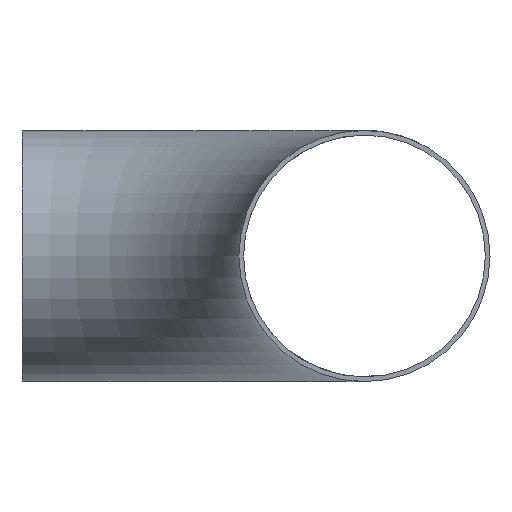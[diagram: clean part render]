
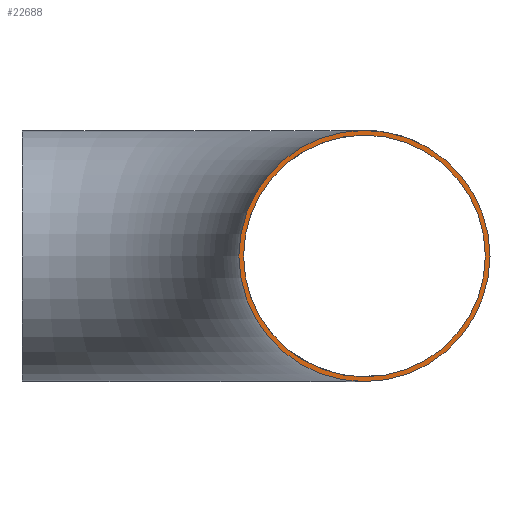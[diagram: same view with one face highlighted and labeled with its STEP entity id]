
A CAD part, left-side view. The second image highlights one B-rep face of the part: STEP entity #22688.
In plain terms, the highlighted planar face has unit normal (-1, 0, 0).
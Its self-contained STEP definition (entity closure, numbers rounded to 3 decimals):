
#366 = DIRECTION ( 'NONE',  ( 0., 0., -1. ) ) ;
#2047 = DIRECTION ( 'NONE',  ( 1., 0., 0. ) ) ;
#2082 = CARTESIAN_POINT ( 'NONE',  ( 0., 0., 0. ) ) ;
#2455 = CIRCLE ( 'NONE', #17396, 69.85 ) ;
#4070 = CARTESIAN_POINT ( 'NONE',  ( 0., 0., 0. ) ) ;
#4912 = EDGE_CURVE ( 'NONE', #6500, #16647, #9395, .T. ) ;
#4990 = VERTEX_POINT ( 'NONE', #26232 ) ;
#6077 = PLANE ( 'NONE',  #13701 ) ;
#6500 = VERTEX_POINT ( 'NONE', #18000 ) ;
#6823 = CARTESIAN_POINT ( 'NONE',  ( 0., 0., 69.85 ) ) ;
#8194 = CIRCLE ( 'NONE', #26114, 67.25 ) ;
#8240 = ORIENTED_EDGE ( 'NONE', *, *, #14151, .F. ) ;
#9377 = CARTESIAN_POINT ( 'NONE',  ( 0., 0., 0. ) ) ;
#9395 = CIRCLE ( 'NONE', #12809, 69.85 ) ;
#9514 = DIRECTION ( 'NONE',  ( 0., 0., -1. ) ) ;
#10191 = DIRECTION ( 'NONE',  ( 0., 0., -1. ) ) ;
#10213 = ORIENTED_EDGE ( 'NONE', *, *, #4912, .F. ) ;
#12809 = AXIS2_PLACEMENT_3D ( 'NONE', #2082, #18652, #366 ) ;
#13632 = DIRECTION ( 'NONE',  ( 1., 0., 0. ) ) ;
#13701 = AXIS2_PLACEMENT_3D ( 'NONE', #4070, #2047, #10191 ) ;
#13742 = AXIS2_PLACEMENT_3D ( 'NONE', #22193, #13632, #21795 ) ;
#14084 = DIRECTION ( 'NONE',  ( 1., 0., 0. ) ) ;
#14151 = EDGE_CURVE ( 'NONE', #16647, #6500, #2455, .T. ) ;
#16232 = FACE_BOUND ( 'NONE', #20593, .T. ) ;
#16548 = EDGE_LOOP ( 'NONE', ( #10213, #8240 ) ) ;
#16647 = VERTEX_POINT ( 'NONE', #6823 ) ;
#17396 = AXIS2_PLACEMENT_3D ( 'NONE', #9377, #18063, #9514 ) ;
#17589 = CIRCLE ( 'NONE', #13742, 67.25 ) ;
#18000 = CARTESIAN_POINT ( 'NONE',  ( 0., 0., -69.85 ) ) ;
#18063 = DIRECTION ( 'NONE',  ( 1., 0., 0. ) ) ;
#18114 = VERTEX_POINT ( 'NONE', #23065 ) ;
#18220 = CARTESIAN_POINT ( 'NONE',  ( 0., 0., 0. ) ) ;
#18652 = DIRECTION ( 'NONE',  ( 1., 0., 0. ) ) ;
#18667 = ORIENTED_EDGE ( 'NONE', *, *, #25920, .T. ) ;
#20521 = EDGE_CURVE ( 'NONE', #4990, #18114, #8194, .T. ) ;
#20593 = EDGE_LOOP ( 'NONE', ( #24787, #18667 ) ) ;
#21795 = DIRECTION ( 'NONE',  ( 0., 0., -1. ) ) ;
#22193 = CARTESIAN_POINT ( 'NONE',  ( 0., 0., 0. ) ) ;
#22251 = DIRECTION ( 'NONE',  ( 0., 0., -1. ) ) ;
#22688 = ADVANCED_FACE ( 'NONE', ( #16232, #24368 ), #6077, .F. ) ;
#23065 = CARTESIAN_POINT ( 'NONE',  ( 0., 0., -67.25 ) ) ;
#24368 = FACE_OUTER_BOUND ( 'NONE', #16548, .T. ) ;
#24787 = ORIENTED_EDGE ( 'NONE', *, *, #20521, .T. ) ;
#25920 = EDGE_CURVE ( 'NONE', #18114, #4990, #17589, .T. ) ;
#26114 = AXIS2_PLACEMENT_3D ( 'NONE', #18220, #14084, #22251 ) ;
#26232 = CARTESIAN_POINT ( 'NONE',  ( 0., 0., 67.25 ) ) ;
